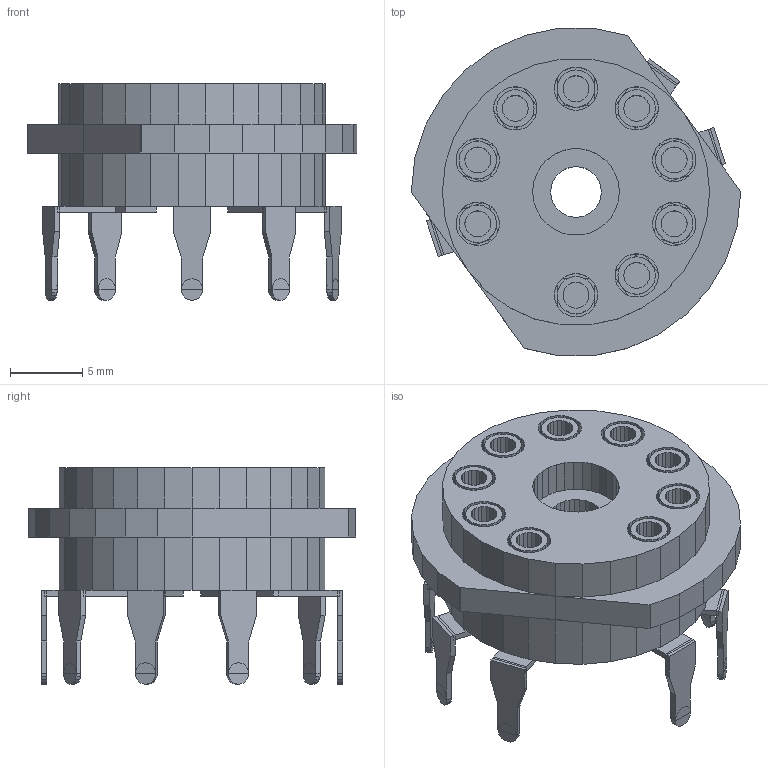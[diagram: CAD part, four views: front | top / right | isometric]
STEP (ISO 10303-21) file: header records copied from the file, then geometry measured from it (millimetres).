
FILE_DESCRIPTION(('FreeCAD Model'),'2;1');
FILE_NAME( 'VT9_PT.step', '2020-10-19T00:02:26',('kicad StepUp'),('ksu MCAD'), 'Open CASCADE STEP processor 7.4','FreeCAD','Unknown');
FILE_SCHEMA(('AUTOMOTIVE_DESIGN { 1 0 10303 214 1 1 1 1 }'));
Length unit declared in the file: millimetre
Products named in the file (1): VT9_PT
Bounding box: 22.8 x 22.68 x 15 mm (x, y, z)
Volume: 2056.9 mm3; surface area: 3484.8 mm2
Topology: 1 solids, 1 shells, 1129 faces, 3345 edges, 2247 vertices
Faces by surface type: plane 1129
Entity records: 44926 total; most frequent: CARTESIAN_POINT 6722, ORIENTED_EDGE 6690, DIRECTION 5605, EDGE_CURVE 3345, LINE 3345, VECTOR 3345, VERTEX_POINT 2247, FACE_BOUND 1160
